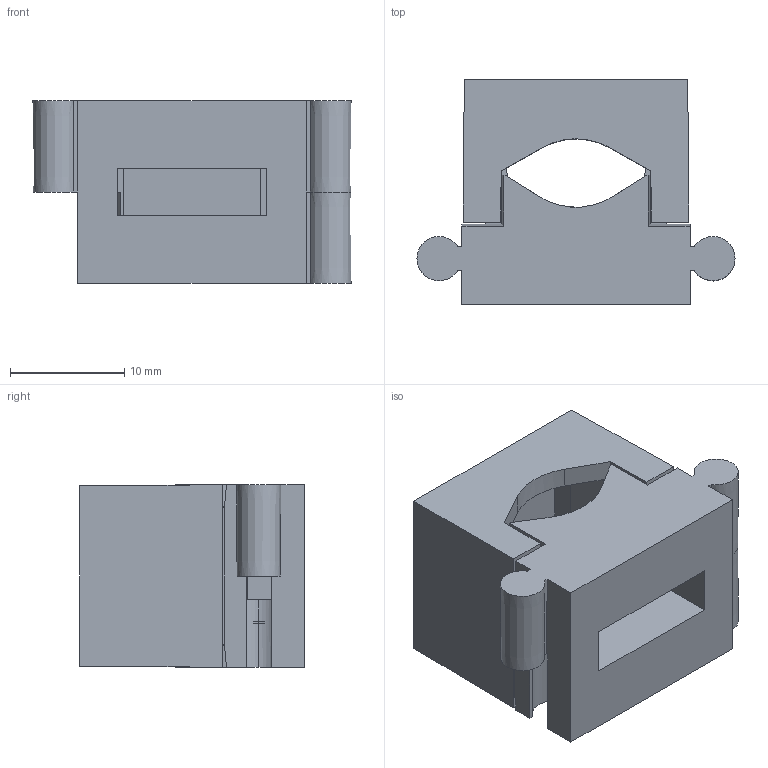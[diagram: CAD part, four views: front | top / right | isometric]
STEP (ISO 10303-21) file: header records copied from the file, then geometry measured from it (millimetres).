
FILE_DESCRIPTION (( 'STEP AP214' ), '1' );
FILE_NAME ('2250136.stp', '2017-12-08T06:30:53', ( '' ), ( '' ), 'SwSTEP 2.0', 'SolidWorks 2016', '' );
FILE_SCHEMA (( 'AUTOMOTIVE_DESIGN' ));
Length unit declared in the file: millimetre
Products named in the file (3): ES130-02-02_6-13 LGR 06514138; ES130-02-01_6-13 LGR 065141146; 2250136
Assembly tree (2 placements, depth 2):
  2250136
    ES130-02-01_6-13 LGR 065141146
    ES130-02-02_6-13 LGR 06514138
Bounding box: 27.88 x 19.7 x 16 mm (x, y, z)
Volume: 3490.2 mm3; surface area: 4439.7 mm2
Topology: 2 solids, 2 shells, 99 faces, 284 edges, 186 vertices
Faces by surface type: plane 90, cylinder 6, cone 3
Entity records: 3295 total; most frequent: CARTESIAN_POINT 610, ORIENTED_EDGE 568, DIRECTION 493, EDGE_CURVE 284, LINE 259, VECTOR 259, VERTEX_POINT 186, AXIS2_PLACEMENT_3D 117
